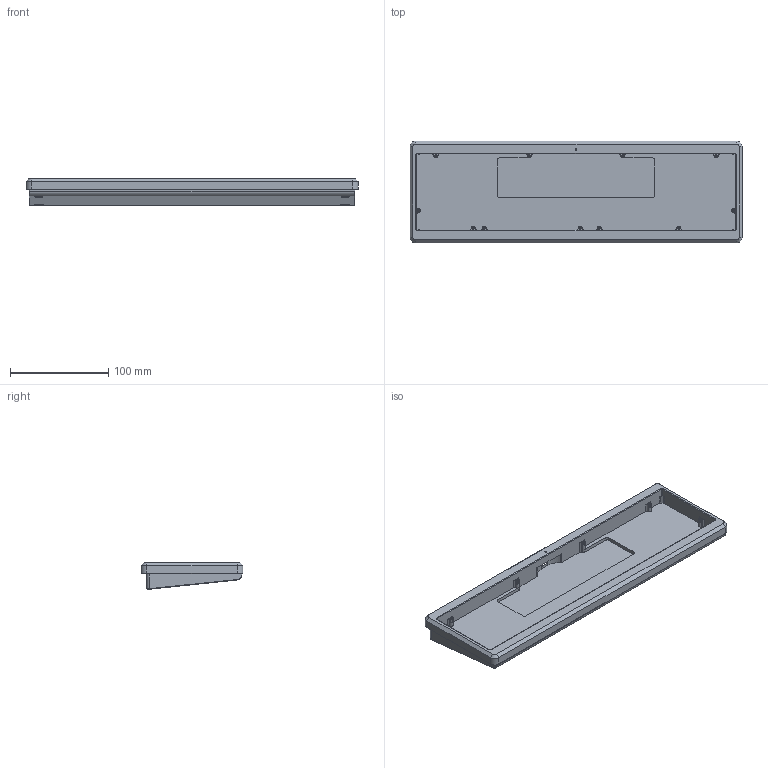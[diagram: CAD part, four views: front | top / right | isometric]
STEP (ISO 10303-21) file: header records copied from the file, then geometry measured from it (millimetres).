
FILE_DESCRIPTION(/* description */ (''),/* implementation_level */ '2;1');
FILE_NAME(/* name */ 'lyra_keyboard.step',/* time_stamp */ '2020-04-22T16:54:08+07:00',/* author */ (''),/* organization */ (''),/* preprocessor_version */ 'ST-DEVELOPER v18.1',/* originating_system */ 'Autodesk Translation Framework v9.2.0.1227',/* authorisation */ '');
FILE_SCHEMA (('AUTOMOTIVE_DESIGN { 1 0 10303 214 3 1 1 }'));
Length unit declared in the file: millimetre
Products named in the file (3): lyra_2020_##; углы; Component19
Assembly tree (2 placements, depth 2):
  lyra_2020_##
    углы
    Component19
Bounding box: 338.5 x 103.85 x 27.4 mm (x, y, z)
Volume: 295124.1 mm3; surface area: 103161.9 mm2
Topology: 1 solids, 1 shells, 508 faces, 1359 edges, 869 vertices
Faces by surface type: cylinder 350, plane 118, bspline 26, cone 14
Full cylindrical faces by diameter (mm): 1.623 x131, 2 x1, 2.074 x109, 9 x4
Entity records: 30012 total; most frequent: CARTESIAN_POINT 18140, ORIENTED_EDGE 2718, DIRECTION 2076, EDGE_CURVE 1359, VERTEX_POINT 869, AXIS2_PLACEMENT_3D 736, LINE 604, VECTOR 604
